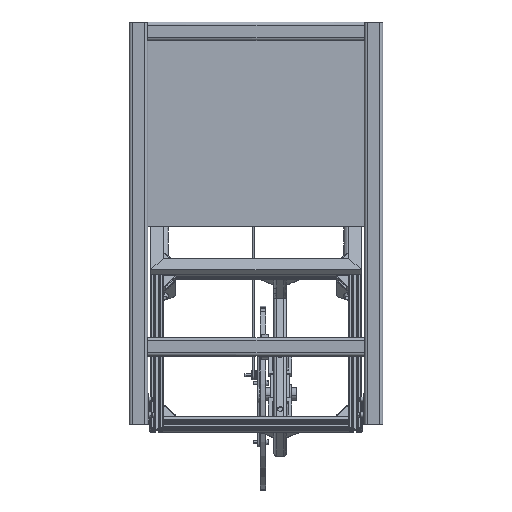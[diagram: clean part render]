
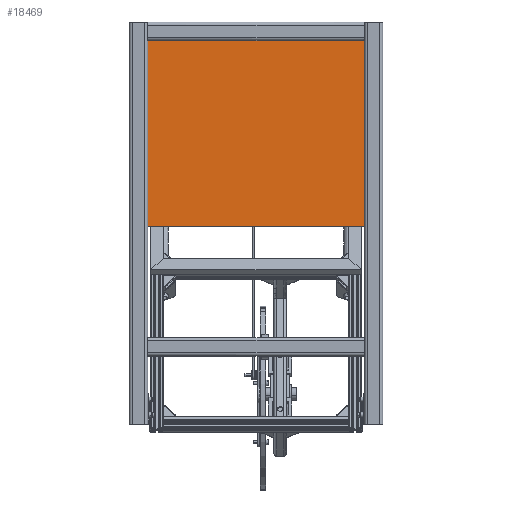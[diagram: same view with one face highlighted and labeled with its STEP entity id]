
A CAD part, front view. The second image highlights one B-rep face of the part: STEP entity #18469.
In plain terms, the highlighted free-form (B-spline) face has degree [1, 1] with [2, 2] control points.
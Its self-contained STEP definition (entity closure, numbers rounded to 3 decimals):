
#18349 = EDGE_CURVE('',#18350,#18352,#18354,.T.);
#18350 = VERTEX_POINT('',#18351);
#18351 = CARTESIAN_POINT('',(436.063,26.983,
    300.39));
#18352 = VERTEX_POINT('',#18353);
#18353 = CARTESIAN_POINT('',(436.063,26.983,
    -144.827));
#18354 = B_SPLINE_CURVE_WITH_KNOTS('',1,(#18355,#18356),.UNSPECIFIED.,
  .F.,.F.,(2,2),(0.,330.),.PIECEWISE_BEZIER_KNOTS.);
#18355 = CARTESIAN_POINT('',(436.063,26.983,
    300.39));
#18356 = CARTESIAN_POINT('',(436.063,26.983,
    -144.827));
#18385 = EDGE_CURVE('',#18352,#18386,#18388,.T.);
#18386 = VERTEX_POINT('',#18387);
#18387 = CARTESIAN_POINT('',(-117.086,26.983,
    -144.827));
#18388 = B_SPLINE_CURVE_WITH_KNOTS('',1,(#18389,#18390),.UNSPECIFIED.,
  .F.,.F.,(2,2),(-410.,-0.),.PIECEWISE_BEZIER_KNOTS.);
#18389 = CARTESIAN_POINT('',(436.063,26.983,
    -144.827));
#18390 = CARTESIAN_POINT('',(-117.086,26.983,
    -144.827));
#18413 = EDGE_CURVE('',#18386,#18414,#18416,.T.);
#18414 = VERTEX_POINT('',#18415);
#18415 = CARTESIAN_POINT('',(-117.086,26.983,
    300.39));
#18416 = B_SPLINE_CURVE_WITH_KNOTS('',1,(#18417,#18418),.UNSPECIFIED.,
  .F.,.F.,(2,2),(-330.,0.),.PIECEWISE_BEZIER_KNOTS.);
#18417 = CARTESIAN_POINT('',(-117.086,26.983,
    -144.827));
#18418 = CARTESIAN_POINT('',(-117.086,26.983,
    300.39));
#18441 = EDGE_CURVE('',#18414,#18350,#18442,.T.);
#18442 = B_SPLINE_CURVE_WITH_KNOTS('',1,(#18443,#18444),.UNSPECIFIED.,
  .F.,.F.,(2,2),(0.,410.),.PIECEWISE_BEZIER_KNOTS.);
#18443 = CARTESIAN_POINT('',(-117.086,26.983,
    300.39));
#18444 = CARTESIAN_POINT('',(436.063,26.983,
    300.39));
#18469 = ADVANCED_FACE('',(#18470),#18476,.T.);
#18470 = FACE_BOUND('',#18471,.T.);
#18471 = EDGE_LOOP('',(#18472,#18473,#18474,#18475));
#18472 = ORIENTED_EDGE('',*,*,#18349,.F.);
#18473 = ORIENTED_EDGE('',*,*,#18441,.F.);
#18474 = ORIENTED_EDGE('',*,*,#18413,.F.);
#18475 = ORIENTED_EDGE('',*,*,#18385,.F.);
#18476 = B_SPLINE_SURFACE_WITH_KNOTS('',1,1,(
    (#18477,#18478)
    ,(#18479,#18480
  )),.UNSPECIFIED.,.F.,.F.,.F.,(2,2),(2,2),(-165.,165.),(-205.,205.),
  .PIECEWISE_BEZIER_KNOTS.);
#18477 = CARTESIAN_POINT('',(-117.086,26.983,
    300.39));
#18478 = CARTESIAN_POINT('',(436.063,26.983,
    300.39));
#18479 = CARTESIAN_POINT('',(-117.086,26.983,
    -144.827));
#18480 = CARTESIAN_POINT('',(436.063,26.983,
    -144.827));
